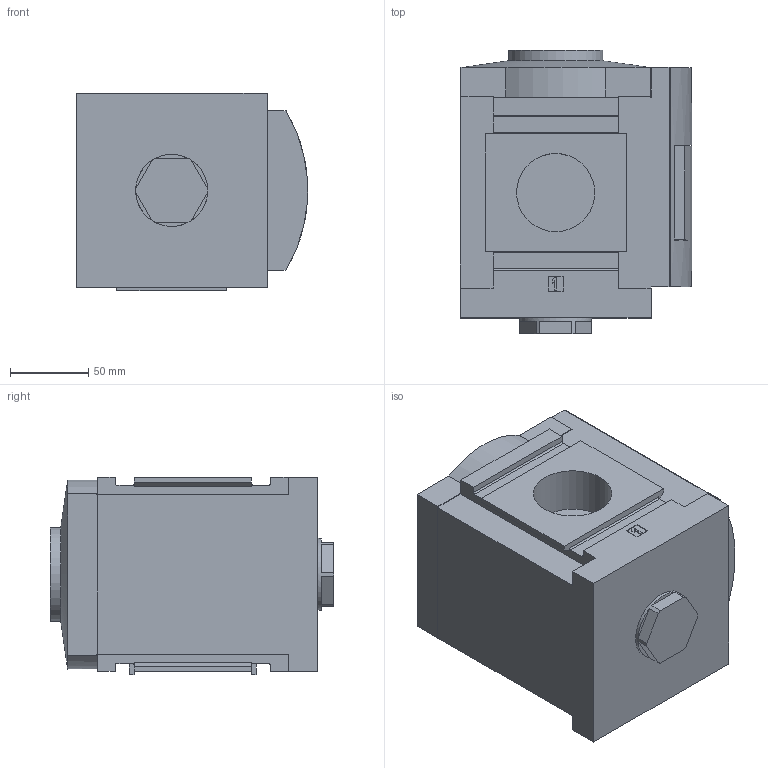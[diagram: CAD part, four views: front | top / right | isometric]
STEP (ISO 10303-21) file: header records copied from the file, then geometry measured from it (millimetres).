
FILE_DESCRIPTION(/* description */ ('STEP AP214'),/* implementation_level */ '2;1');
FILE_NAME(/* name */ '541680_MS12-LR-G-PO',/* time_stamp */ '2024-09-06T21:22:25+02:00',/* author */ ('License CC BY-ND 4.0'),/* organization */ ('CADENAS'),/* preprocessor_version */ 'ST-DEVELOPER v19.3',/* originating_system */ 'PARTsolutions',/* authorisation */ ' ');
FILE_SCHEMA (('AUTOMOTIVE_DESIGN {1 0 10303 214 3 1 1}'));
Length unit declared in the file: millimetre
Products named in the file (2): 541680 MS12-LR-G-PO; 535021 MS12-LR-G-PO-t
Assembly tree (1 placements, depth 2):
  541680 MS12-LR-G-PO
    535021 MS12-LR-G-PO-t
Bounding box: 148 x 181 x 126 mm (x, y, z)
Volume: 2507976.3 mm3; surface area: 144448.1 mm2
Topology: 1 solids, 1 shells, 154 faces, 414 edges, 272 vertices
Faces by surface type: plane 128, cylinder 24, sphere 1, cone 1
Full cylindrical faces by diameter (mm): 11.445 x1, 46 x1, 50 x2, 60 x1
Entity records: 5837 total; most frequent: CARTESIAN_POINT 831, ORIENTED_EDGE 810, DIRECTION 783, EDGE_CURVE 405, LINE 339, VECTOR 339, VERTEX_POINT 270, AXIS2_PLACEMENT_3D 222
